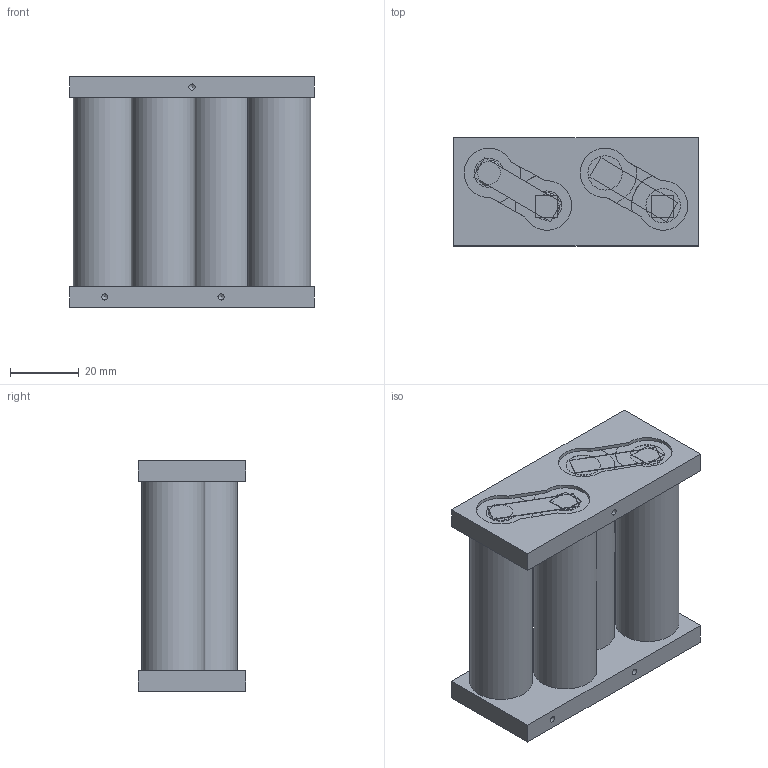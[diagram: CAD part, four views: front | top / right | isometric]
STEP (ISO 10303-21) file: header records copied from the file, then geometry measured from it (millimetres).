
FILE_DESCRIPTION(/* description */ (''),/* implementation_level */ '2;1');
FILE_NAME(/* name */ 'Batery Pack v3 v7 v1.step',/* time_stamp */ '2017-10-07T03:01:51-07:00',/* author */ ('Seanpoulter'),/* organization */ (''),/* preprocessor_version */ 'ST-DEVELOPER v16.13',/* originating_system */ 'Autodesk Translation Framework v6.5.0.72',/* authorisation */ '');
FILE_SCHEMA (('AUTOMOTIVE_DESIGN { 1 0 10303 214 3 1 1 }'));
Length unit declared in the file: millimetre
Products named in the file (6): Batery Pack v3 v7 v1; Battery Holder v1; Battery Holder Other Side v1; A123 battery v4; Nickle Tab; Nickle tab very bent
Assembly tree (14 placements, depth 2):
  Batery Pack v3 v7 v1
    Battery Holder v1
    Battery Holder Other Side v1
    A123 battery v4  x4
    Nickle Tab  x5
    Nickle tab very bent  x3
Bounding box: 71.14 x 31.4 x 67.15 mm (x, y, z)
Volume: 83868 mm3; surface area: 30206.8 mm2
Topology: 14 solids, 14 shells, 208 faces, 518 edges, 325 vertices
Faces by surface type: plane 148, cylinder 53, cone 7
Full cylindrical faces by diameter (mm): 1.778 x3, 8.5 x4, 10 x4, 18.4 x12
Entity records: 3284 total; most frequent: DIRECTION 577, CARTESIAN_POINT 530, ORIENTED_EDGE 502, EDGE_CURVE 251, AXIS2_PLACEMENT_3D 210, VERTEX_POINT 163, LINE 157, VECTOR 157
